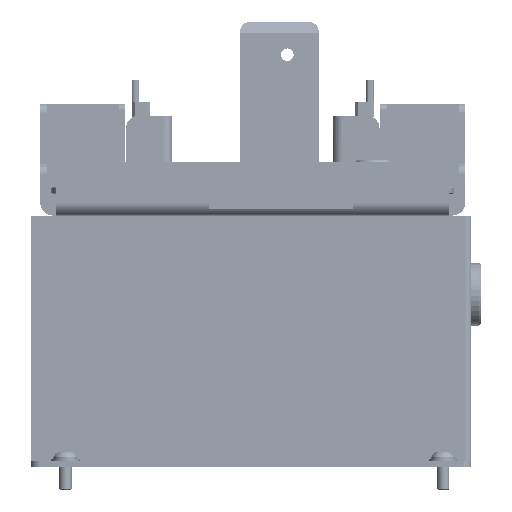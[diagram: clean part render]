
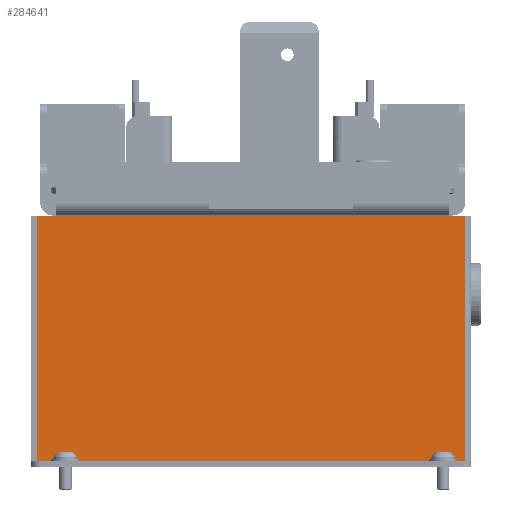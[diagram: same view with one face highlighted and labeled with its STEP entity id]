
A CAD part, left-side view. The second image highlights one B-rep face of the part: STEP entity #284641.
In plain terms, the highlighted face is planar.
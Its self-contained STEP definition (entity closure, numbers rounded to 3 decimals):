
#17732 = LINE ( 'NONE', #246239, #262167 ) ;
#24751 = CARTESIAN_POINT ( 'NONE',  ( 237., 2.1, 0. ) ) ;
#30100 = DIRECTION ( 'NONE',  ( -1., 0., 0. ) ) ;
#38184 = ORIENTED_EDGE ( 'NONE', *, *, #151398, .T. ) ;
#61036 = VECTOR ( 'NONE', #156990, 1000. ) ;
#62624 = ORIENTED_EDGE ( 'NONE', *, *, #231297, .F. ) ;
#76766 = DIRECTION ( 'NONE',  ( 0., 1., 0. ) ) ;
#83113 = VERTEX_POINT ( 'NONE', #403794 ) ;
#87574 = CARTESIAN_POINT ( 'NONE',  ( 237., 0., 0. ) ) ;
#94305 = PLANE ( 'NONE',  #257253 ) ;
#115785 = LINE ( 'NONE', #87574, #257880 ) ;
#129698 = LINE ( 'NONE', #222649, #61036 ) ;
#150677 = ORIENTED_EDGE ( 'NONE', *, *, #355749, .F. ) ;
#151398 = EDGE_CURVE ( 'NONE', #284324, #163794, #17732, .T. ) ;
#156990 = DIRECTION ( 'NONE',  ( 0., 0., -1. ) ) ;
#163794 = VERTEX_POINT ( 'NONE', #24751 ) ;
#168541 = FACE_OUTER_BOUND ( 'NONE', #372320, .T. ) ;
#205254 = CARTESIAN_POINT ( 'NONE',  ( 237., 2.1, 77.9 ) ) ;
#212584 = CARTESIAN_POINT ( 'NONE',  ( 237., 137.999, 0. ) ) ;
#220491 = VERTEX_POINT ( 'NONE', #212584 ) ;
#222649 = CARTESIAN_POINT ( 'NONE',  ( 237., 137.999, 80. ) ) ;
#231297 = EDGE_CURVE ( 'NONE', #83113, #220491, #129698, .T. ) ;
#244517 = LINE ( 'NONE', #393839, #268856 ) ;
#246239 = CARTESIAN_POINT ( 'NONE',  ( 237., 2.1, 80. ) ) ;
#257253 = AXIS2_PLACEMENT_3D ( 'NONE', #311790, #30100, #309075 ) ;
#257880 = VECTOR ( 'NONE', #276222, 1000. ) ;
#262167 = VECTOR ( 'NONE', #318574, 1000. ) ;
#268856 = VECTOR ( 'NONE', #76766, 1000. ) ;
#276222 = DIRECTION ( 'NONE',  ( 0., 1., 0. ) ) ;
#284324 = VERTEX_POINT ( 'NONE', #205254 ) ;
#284641 = ADVANCED_FACE ( 'NONE', ( #168541 ), #94305, .F. ) ;
#288890 = ORIENTED_EDGE ( 'NONE', *, *, #371481, .T. ) ;
#309075 = DIRECTION ( 'NONE',  ( 0., -1., 0. ) ) ;
#311790 = CARTESIAN_POINT ( 'NONE',  ( 237., 0., 80. ) ) ;
#318574 = DIRECTION ( 'NONE',  ( 0., 0., -1. ) ) ;
#355749 = EDGE_CURVE ( 'NONE', #284324, #83113, #244517, .T. ) ;
#371481 = EDGE_CURVE ( 'NONE', #163794, #220491, #115785, .T. ) ;
#372320 = EDGE_LOOP ( 'NONE', ( #150677, #38184, #288890, #62624 ) ) ;
#393839 = CARTESIAN_POINT ( 'NONE',  ( 237., 2.1, 77.9 ) ) ;
#403794 = CARTESIAN_POINT ( 'NONE',  ( 237., 137.999, 77.9 ) ) ;
